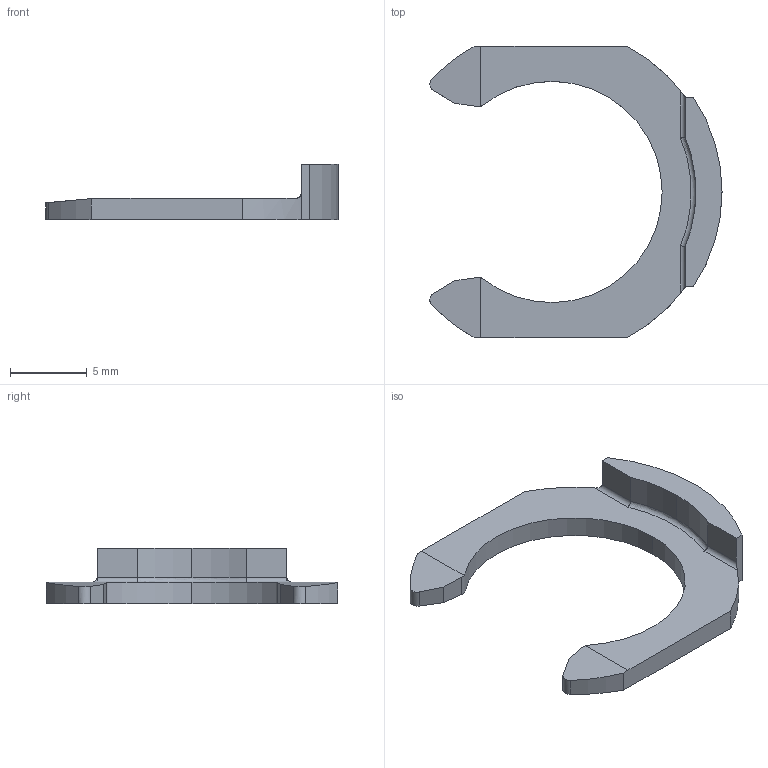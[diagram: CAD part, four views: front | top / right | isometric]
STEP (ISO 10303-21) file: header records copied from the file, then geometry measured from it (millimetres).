
FILE_DESCRIPTION (( 'STEP AP214' ), '1' );
FILE_NAME ('LC12-P.step', '2017-08-29T20:45:22', ( '' ), ( '' ), 'SwSTEP 2.0', 'SolidWorks 2017', '' );
FILE_SCHEMA (( 'AUTOMOTIVE_DESIGN' ));
Length unit declared in the file: inch
Products named in the file (1): LC12-P
Bounding box: 19.02 x 19 x 3.6 mm (x, y, z)
Volume: 234.3 mm3; surface area: 461.6 mm2
Topology: 1 solids, 1 shells, 32 faces, 86 edges, 56 vertices
Faces by surface type: cylinder 16, plane 15, torus 1
Entity records: 1059 total; most frequent: CARTESIAN_POINT 217, ORIENTED_EDGE 172, DIRECTION 167, EDGE_CURVE 86, AXIS2_PLACEMENT_3D 58, VERTEX_POINT 56, LINE 51, VECTOR 51
